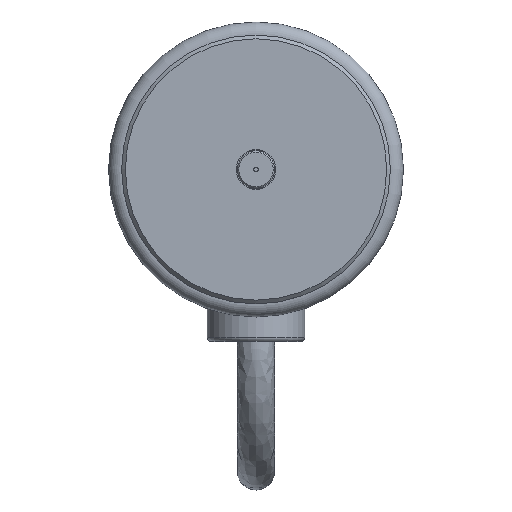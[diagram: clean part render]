
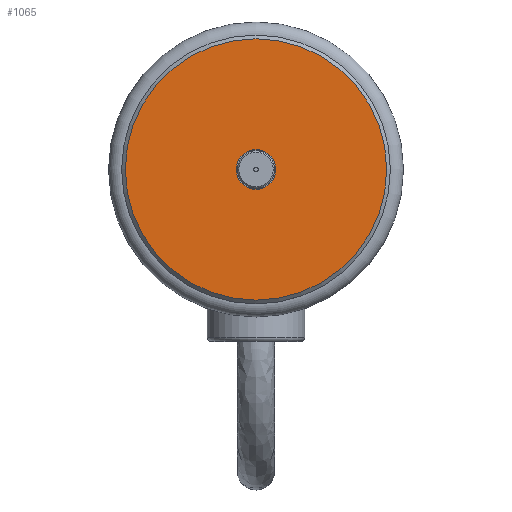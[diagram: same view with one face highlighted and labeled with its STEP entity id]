
A CAD part, top view. The second image highlights one B-rep face of the part: STEP entity #1065.
In plain terms, the highlighted face is planar.
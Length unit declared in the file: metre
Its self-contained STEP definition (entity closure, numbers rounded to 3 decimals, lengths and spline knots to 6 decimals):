
#110=PLANE('',#1308);
#225=ORIENTED_EDGE('',*,*,#371,.T.);
#226=ORIENTED_EDGE('',*,*,#366,.T.);
#366=EDGE_CURVE('',#461,#461,#558,.T.);
#371=EDGE_CURVE('',#466,#466,#562,.F.);
#461=VERTEX_POINT('',#1941);
#466=VERTEX_POINT('',#1963);
#558=CIRCLE('',#1303,0.00265);
#562=CIRCLE('',#1309,0.01745);
#697=EDGE_LOOP('',(#225));
#698=EDGE_LOOP('',(#226));
#884=FACE_BOUND('',#697,.T.);
#885=FACE_BOUND('',#698,.T.);
#1065=ADVANCED_FACE('',(#884,#885),#110,.F.);
#1303=AXIS2_PLACEMENT_3D('',#1940,#1593,#1594);
#1308=AXIS2_PLACEMENT_3D('',#1961,#1603,#1604);
#1309=AXIS2_PLACEMENT_3D('',#1962,#1605,#1606);
#1593=DIRECTION('',(0.,0.,1.));
#1594=DIRECTION('',(1.,0.,0.));
#1603=DIRECTION('',(0.,0.,1.));
#1604=DIRECTION('',(1.,0.,0.));
#1605=DIRECTION('',(0.,0.,1.));
#1606=DIRECTION('',(1.,0.,0.));
#1940=CARTESIAN_POINT('',(0.,0.,-0.005));
#1941=CARTESIAN_POINT('',(0.00265,0.,-0.005));
#1961=CARTESIAN_POINT('',(0.,0.,-0.005));
#1962=CARTESIAN_POINT('',(0.,0.,-0.005));
#1963=CARTESIAN_POINT('',(0.01745,0.,-0.005));
